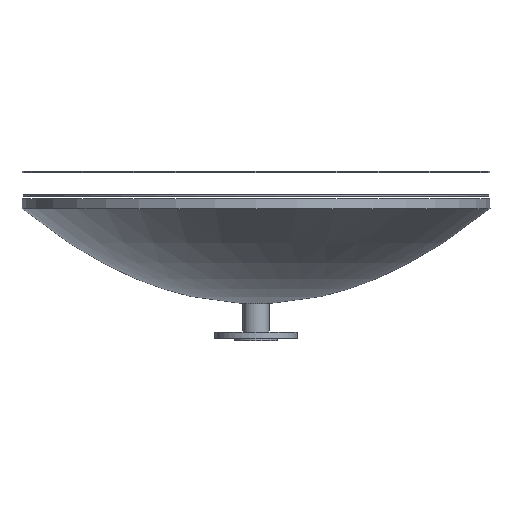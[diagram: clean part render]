
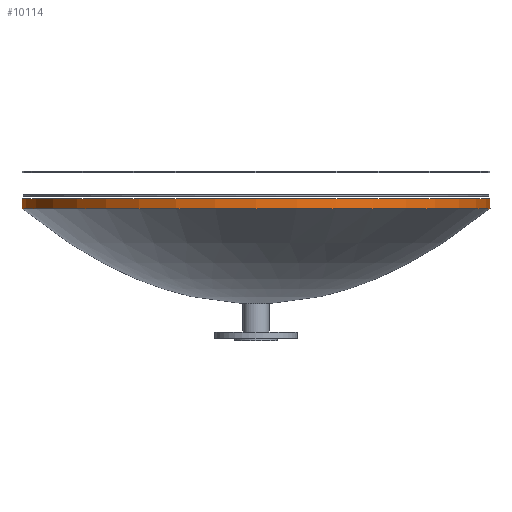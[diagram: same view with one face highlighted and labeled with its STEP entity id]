
A CAD part, front view. The second image highlights one B-rep face of the part: STEP entity #10114.
In plain terms, the highlighted conical face has half-angle 0.736 degrees and reference radius 300.082 mm.
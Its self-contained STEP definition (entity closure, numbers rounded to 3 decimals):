
#89=CONICAL_SURFACE('',#10690,300.082,0.013);
#92=CIRCLE('',#10688,300.);
#93=CIRCLE('',#10689,300.);
#94=CIRCLE('',#10691,300.164);
#95=CIRCLE('',#10692,300.164);
#777=FACE_OUTER_BOUND('',#1301,.T.);
#1301=EDGE_LOOP('',(#5994,#5995,#5996,#5997,#5998,#5999));
#1847=LINE('',#15356,#2030);
#2030=VECTOR('',#11913,300.082);
#3169=VERTEX_POINT('',#15327);
#3170=VERTEX_POINT('',#15348);
#3171=VERTEX_POINT('',#15352);
#3172=VERTEX_POINT('',#15353);
#4171=EDGE_CURVE('',#3170,#3169,#92,.T.);
#4172=EDGE_CURVE('',#3169,#3170,#93,.T.);
#4173=EDGE_CURVE('',#3171,#3172,#94,.T.);
#4174=EDGE_CURVE('',#3172,#3171,#95,.T.);
#4175=EDGE_CURVE('',#3172,#3170,#1847,.T.);
#5994=ORIENTED_EDGE('',*,*,#4173,.F.);
#5995=ORIENTED_EDGE('',*,*,#4174,.F.);
#5996=ORIENTED_EDGE('',*,*,#4175,.T.);
#5997=ORIENTED_EDGE('',*,*,#4171,.T.);
#5998=ORIENTED_EDGE('',*,*,#4172,.T.);
#5999=ORIENTED_EDGE('',*,*,#4175,.F.);
#10114=ADVANCED_FACE('',(#777),#89,.T.);
#10688=AXIS2_PLACEMENT_3D('',#15349,#11903,#11904);
#10689=AXIS2_PLACEMENT_3D('',#15350,#11905,#11906);
#10690=AXIS2_PLACEMENT_3D('',#15351,#11907,#11908);
#10691=AXIS2_PLACEMENT_3D('',#15354,#11909,#11910);
#10692=AXIS2_PLACEMENT_3D('',#15355,#11911,#11912);
#11903=DIRECTION('center_axis',(0.,0.,-1.));
#11904=DIRECTION('ref_axis',(1.,0.,0.));
#11905=DIRECTION('center_axis',(0.,0.,-1.));
#11906=DIRECTION('ref_axis',(1.,0.,0.));
#11907=DIRECTION('center_axis',(0.,0.,-1.));
#11908=DIRECTION('ref_axis',(0.,1.,0.));
#11909=DIRECTION('center_axis',(0.,0.,-1.));
#11910=DIRECTION('ref_axis',(1.,0.,0.));
#11911=DIRECTION('center_axis',(0.,0.,-1.));
#11912=DIRECTION('ref_axis',(1.,0.,0.));
#11913=DIRECTION('',(0.,0.013,1.));
#15327=CARTESIAN_POINT('',(0.,300.,125.));
#15348=CARTESIAN_POINT('',(0.,-300.,125.));
#15349=CARTESIAN_POINT('Origin',(0.,0.,125.));
#15350=CARTESIAN_POINT('Origin',(0.,0.,125.));
#15351=CARTESIAN_POINT('Origin',(0.,0.,118.604));
#15352=CARTESIAN_POINT('',(0.,300.164,112.207));
#15353=CARTESIAN_POINT('',(0.,-300.164,112.207));
#15354=CARTESIAN_POINT('Origin',(0.,0.,112.207));
#15355=CARTESIAN_POINT('Origin',(0.,0.,112.207));
#15356=CARTESIAN_POINT('',(0.,-300.082,118.604));
